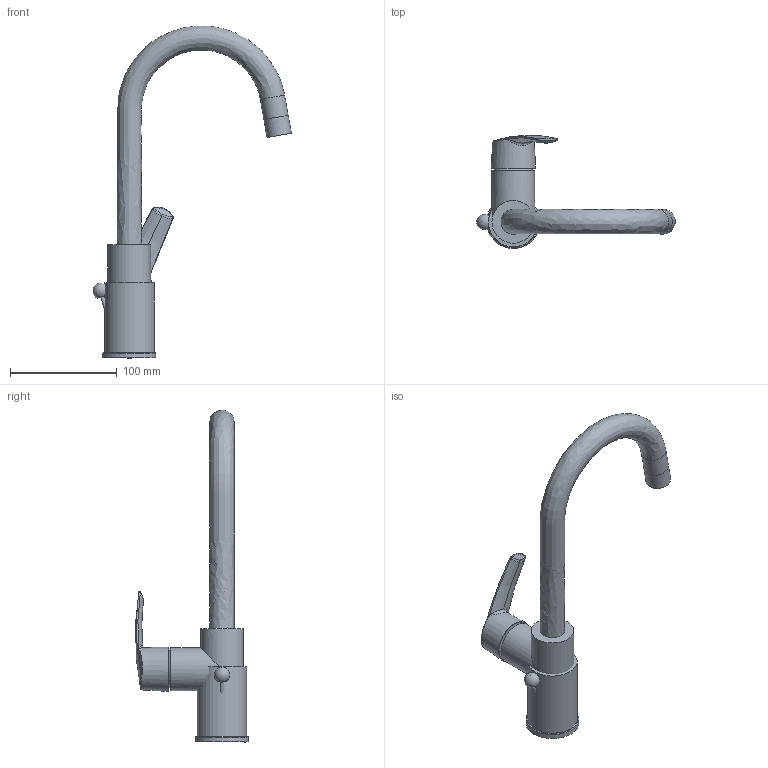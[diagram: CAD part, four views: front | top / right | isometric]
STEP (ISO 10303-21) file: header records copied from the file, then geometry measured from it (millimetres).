
FILE_DESCRIPTION(/* description */ ('Unknown'),/* implementation_level */ '2;1');
FILE_NAME(/* name */ '23554001',/* time_stamp */ '2022-09-10T06:30:58+02:00',/* author */ ('Unknown'),/* organization */ ('GROHE AG'),/* preprocessor_version */ 'ST-DEVELOPER v16.7',/* originating_system */ 'DEX',/* authorisation */ $);
FILE_SCHEMA (('AUTOMOTIVE_DESIGN {1 0 10303 214 3 1 1}'));
Length unit declared in the file: millimetre
Products named in the file (12): 23554001; 23554001_0; 23554001_1; 23554001_2; 23554001_3; 23554001_4; 23554001_5; 23554001_6; 23554001_7; 23554001_8; 23554001_9
Assembly tree (11 placements, depth 2):
  23554001
    23554001
    23554001_0
    23554001_1
    23554001_2
    23554001_3
    23554001_4
    23554001_5
    23554001_6
    23554001_7
    23554001_8
    23554001_9
Bounding box: 185.88 x 105.57 x 310.43 mm (x, y, z)
Volume: 484710 mm3; surface area: 77121 mm2
Topology: 11 solids, 14 shells, 120 faces, 234 edges, 142 vertices
Faces by surface type: plane 48, bspline 32, cylinder 24, torus 6, cone 6, sphere 4
Full cylindrical faces by diameter (mm): 3.45 x1, 4 x1, 4.6 x1, 7.5 x2, 8 x1, 8.5 x1, 10 x1, 11.5 x1, 23 x1, 23.15 x1, 29.5 x1, 34.8 x1, 36.9 x2, 40 x2, 46.395 x1
Entity records: 6687 total; most frequent: CARTESIAN_POINT 4022, DIRECTION 422, ORIENTED_EDGE 362, AXIS2_PLACEMENT_3D 193, EDGE_CURVE 181, EDGE_LOOP 166, FACE_BOUND 166, VERTEX_POINT 129
